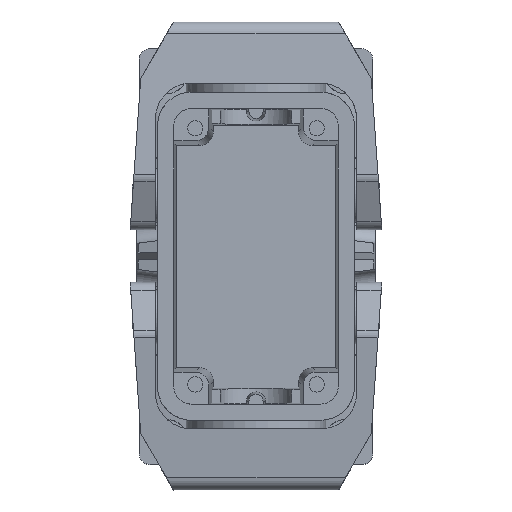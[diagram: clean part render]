
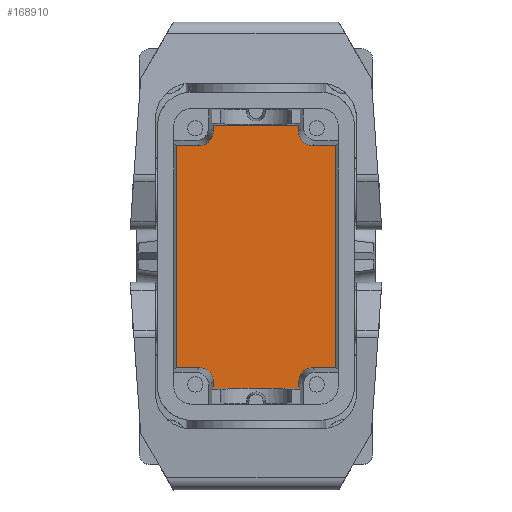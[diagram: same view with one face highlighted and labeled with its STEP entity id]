
A CAD part, top view. The second image highlights one B-rep face of the part: STEP entity #168910.
In plain terms, the highlighted face is planar.
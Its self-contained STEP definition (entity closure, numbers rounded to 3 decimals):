
#82780=CARTESIAN_POINT('',(-24.963,-19.316,
26.7));
#82790=DIRECTION('',(0.,0.,1.));
#82800=VECTOR('',#82790,1.);
#82810=LINE('',#82780,#82800);
#82820=CARTESIAN_POINT('',(-24.963,-19.316,
-17.764));
#82830=VERTEX_POINT('',#82820);
#82840=CARTESIAN_POINT('',(-24.963,-19.316,
-12.515));
#82850=VERTEX_POINT('',#82840);
#82860=EDGE_CURVE('',#82830,#82850,#82810,.T.);
#87590=CARTESIAN_POINT('',(24.553,-19.316,
-12.515));
#87600=VERTEX_POINT('',#87590);
#87630=CARTESIAN_POINT('',(24.553,-19.316,
26.7));
#87640=DIRECTION('',(0.,0.,1.));
#87650=VECTOR('',#87640,1.);
#87660=LINE('',#87630,#87650);
#87670=CARTESIAN_POINT('',(24.553,-19.316,
-17.764));
#87680=VERTEX_POINT('',#87670);
#87690=EDGE_CURVE('',#87680,#87600,#87660,.T.);
#115990=CARTESIAN_POINT('',(-30.956,-19.316,
-9.516));
#116000=DIRECTION('',(1.,0.,
0.));
#116010=VECTOR('',#116000,1.);
#116020=LINE('',#115990,#116010);
#116030=CARTESIAN_POINT('',(-29.468,-19.316,
-9.516));
#116040=VERTEX_POINT('',#116030);
#116050=CARTESIAN_POINT('',(-27.962,-19.316,
-9.516));
#116060=VERTEX_POINT('',#116050);
#116070=EDGE_CURVE('',#116040,#116060,#116020,.T.);
#131810=CARTESIAN_POINT('',(-27.964,-19.316,
-12.517));
#131820=DIRECTION('',(0.,1.,0.));
#131830=DIRECTION('',(0.707,0.,
0.707));
#131840=AXIS2_PLACEMENT_3D('',#131810,#131820,#131830);
#131850=ELLIPSE('',#131840,3.002,3.);
#131860=EDGE_CURVE('',#116060,#82850,#131850,.T.);
#133000=CARTESIAN_POINT('',(-0.205,-19.316,
9.516));
#133010=DIRECTION('',(-1.,0.,
0.));
#133020=VECTOR('',#133010,1.);
#133030=LINE('',#133000,#133020);
#133040=CARTESIAN_POINT('',(29.052,-19.316,
9.516));
#133050=VERTEX_POINT('',#133040);
#133060=CARTESIAN_POINT('',(27.552,-19.316,
9.516));
#133070=VERTEX_POINT('',#133060);
#133080=EDGE_CURVE('',#133050,#133070,#133030,.T.);
#139910=CARTESIAN_POINT('',(24.553,-19.316,
17.764));
#139920=VERTEX_POINT('',#139910);
#139950=CARTESIAN_POINT('',(24.553,-19.316,
-22.));
#139960=DIRECTION('',(0.,0.,1.));
#139970=VECTOR('',#139960,1.);
#139980=LINE('',#139950,#139970);
#139990=CARTESIAN_POINT('',(24.553,-19.316,
12.515));
#140000=VERTEX_POINT('',#139990);
#140010=EDGE_CURVE('',#140000,#139920,#139980,.T.);
#147990=CARTESIAN_POINT('',(29.052,-19.316,
26.7));
#148000=DIRECTION('',(0.,0.,
-1.));
#148010=VECTOR('',#148000,1.);
#148020=LINE('',#147990,#148010);
#148030=CARTESIAN_POINT('',(29.052,-19.316,
-9.517));
#148040=VERTEX_POINT('',#148030);
#148050=EDGE_CURVE('',#133050,#148040,#148020,.T.);
#151830=CARTESIAN_POINT('',(-30.956,-19.316,
-9.516));
#151840=DIRECTION('',(-1.,0.,
0.));
#151850=VECTOR('',#151840,1.);
#151860=LINE('',#151830,#151850);
#151870=CARTESIAN_POINT('',(27.552,-19.316,
-9.517));
#151880=VERTEX_POINT('',#151870);
#151890=EDGE_CURVE('',#148040,#151880,#151860,.T.);
#152960=CARTESIAN_POINT('',(-24.963,-19.316,
12.515));
#152970=VERTEX_POINT('',#152960);
#153000=CARTESIAN_POINT('',(-24.963,-19.316,
26.7));
#153010=DIRECTION('',(0.,0.,1.));
#153020=VECTOR('',#153010,1.);
#153030=LINE('',#153000,#153020);
#153040=CARTESIAN_POINT('',(-24.963,-19.316,
17.764));
#153050=VERTEX_POINT('',#153040);
#153060=EDGE_CURVE('',#152970,#153050,#153030,.T.);
#153690=CARTESIAN_POINT('',(-27.964,-19.316,
12.517));
#153700=DIRECTION('',(0.,1.,0.));
#153710=DIRECTION('',(0.707,0.,
-0.707));
#153720=AXIS2_PLACEMENT_3D('',#153690,#153700,#153710);
#153730=ELLIPSE('',#153720,3.002,3.);
#153740=CARTESIAN_POINT('',(-27.962,-19.316,
9.516));
#153750=VERTEX_POINT('',#153740);
#153760=EDGE_CURVE('',#152970,#153750,#153730,.T.);
#155990=CARTESIAN_POINT('',(27.554,-19.316,
12.517));
#156000=DIRECTION('',(0.,1.,0.));
#156010=DIRECTION('',(0.707,0.,
0.707));
#156020=AXIS2_PLACEMENT_3D('',#155990,#156000,#156010);
#156030=ELLIPSE('',#156020,3.002,3.);
#156040=EDGE_CURVE('',#133070,#140000,#156030,.T.);
#166620=CARTESIAN_POINT('',(27.554,-19.316,
-12.518));
#166630=DIRECTION('',(0.,1.,0.));
#166640=DIRECTION('',(0.707,0.,
-0.707));
#166650=AXIS2_PLACEMENT_3D('',#166620,#166630,#166640);
#166660=ELLIPSE('',#166650,3.002,3.);
#166670=EDGE_CURVE('',#87600,#151880,#166660,.T.);
#168460=CARTESIAN_POINT('',(-9.462,-19.316,
21.7));
#168470=DIRECTION('',(0.,1.,0.));
#168480=DIRECTION('',(1.,0.,0.));
#168490=AXIS2_PLACEMENT_3D('',#168460,#168470,#168480);
#168500=PLANE('',#168490);
#168510=ORIENTED_EDGE('',*,*,#156040,.F.);
#168520=ORIENTED_EDGE('',*,*,#140010,.F.);
#168530=CARTESIAN_POINT('',(-30.956,-19.316,
17.764));
#168540=DIRECTION('',(1.,0.,0.));
#168550=VECTOR('',#168540,1.);
#168560=LINE('',#168530,#168550);
#168570=EDGE_CURVE('',#153050,#139920,#168560,.T.);
#168580=ORIENTED_EDGE('',*,*,#168570,.T.);
#168590=ORIENTED_EDGE('',*,*,#153060,.T.);
#168600=ORIENTED_EDGE('',*,*,#153760,.F.);
#168610=CARTESIAN_POINT('',(-30.956,-19.316,
9.516));
#168620=DIRECTION('',(1.,0.,
0.));
#168630=VECTOR('',#168620,1.);
#168640=LINE('',#168610,#168630);
#168650=CARTESIAN_POINT('',(-29.468,-19.316,
9.516));
#168660=VERTEX_POINT('',#168650);
#168670=EDGE_CURVE('',#168660,#153750,#168640,.T.);
#168680=ORIENTED_EDGE('',*,*,#168670,.T.);
#168690=CARTESIAN_POINT('',(-29.468,-19.316,
26.7));
#168700=DIRECTION('',(0.,0.,1.));
#168710=VECTOR('',#168700,1.);
#168720=LINE('',#168690,#168710);
#168730=EDGE_CURVE('',#116040,#168660,#168720,.T.);
#168740=ORIENTED_EDGE('',*,*,#168730,.T.);
#168750=ORIENTED_EDGE('',*,*,#116070,.F.);
#168760=ORIENTED_EDGE('',*,*,#131860,.F.);
#168770=ORIENTED_EDGE('',*,*,#82860,.T.);
#168780=CARTESIAN_POINT('',(-30.956,-19.316,
-17.764));
#168790=DIRECTION('',(1.,0.,0.));
#168800=VECTOR('',#168790,1.);
#168810=LINE('',#168780,#168800);
#168820=EDGE_CURVE('',#82830,#87680,#168810,.T.);
#168830=ORIENTED_EDGE('',*,*,#168820,.F.);
#168840=ORIENTED_EDGE('',*,*,#87690,.F.);
#168850=ORIENTED_EDGE('',*,*,#166670,.F.);
#168860=ORIENTED_EDGE('',*,*,#151890,.T.);
#168870=ORIENTED_EDGE('',*,*,#148050,.T.);
#168880=ORIENTED_EDGE('',*,*,#133080,.F.);
#168890=EDGE_LOOP('',(#168880,#168870,#168860,#168850,#168840,#168830,
#168770,#168760,#168750,#168740,#168680,#168600,#168590,#168580,#168520,
#168510));
#168900=FACE_OUTER_BOUND('',#168890,.T.);
#168910=ADVANCED_FACE('',(#168900),#168500,.T.);
